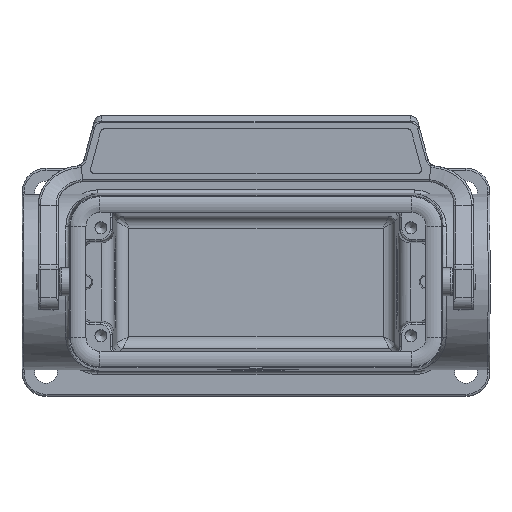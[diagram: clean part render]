
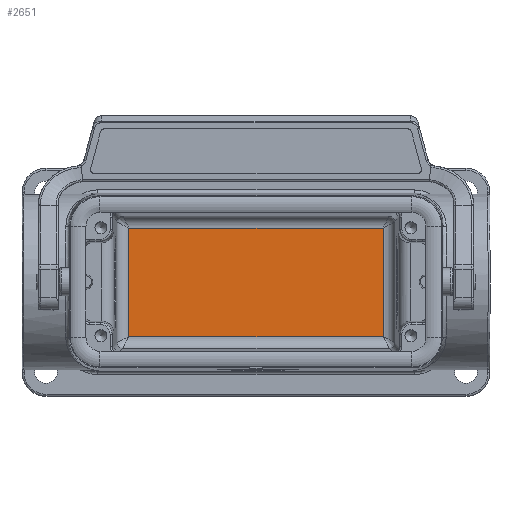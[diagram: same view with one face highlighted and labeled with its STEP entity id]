
A CAD part, top view. The second image highlights one B-rep face of the part: STEP entity #2651.
In plain terms, the highlighted planar face has unit normal (0, 0, 1).
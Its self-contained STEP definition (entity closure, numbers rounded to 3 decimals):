
#2175=FACE_OUTER_BOUND('',#3579,.T.);
#2651=ADVANCED_FACE('',(#2175),#3181,.F.);
#3181=PLANE('',#15281);
#3579=EDGE_LOOP('',(#4476,#4477,#4478,#4479));
#4476=ORIENTED_EDGE('',*,*,#7994,.T.);
#4477=ORIENTED_EDGE('',*,*,#7995,.T.);
#4478=ORIENTED_EDGE('',*,*,#7996,.T.);
#4479=ORIENTED_EDGE('',*,*,#7997,.T.);
#7084=VERTEX_POINT('',#21736);
#7085=VERTEX_POINT('',#21737);
#7086=VERTEX_POINT('',#21739);
#7087=VERTEX_POINT('',#21741);
#7994=EDGE_CURVE('',#7084,#7085,#12040,.T.);
#7995=EDGE_CURVE('',#7085,#7086,#12041,.T.);
#7996=EDGE_CURVE('',#7086,#7087,#12042,.T.);
#7997=EDGE_CURVE('',#7087,#7084,#12043,.T.);
#12040=LINE('',#21735,#12990);
#12041=LINE('',#21738,#12991);
#12042=LINE('',#21740,#12992);
#12043=LINE('',#21742,#12993);
#12990=VECTOR('',#16740,1.);
#12991=VECTOR('',#16741,1.);
#12992=VECTOR('',#16742,1.);
#12993=VECTOR('',#16743,1.);
#15281=AXIS2_PLACEMENT_3D('',#21743,#16744,#16745);
#16740=DIRECTION('',(1.,0.,0.));
#16741=DIRECTION('',(0.,1.,0.));
#16742=DIRECTION('',(-1.,0.,0.));
#16743=DIRECTION('',(0.,-1.,0.));
#16744=DIRECTION('',(0.,0.,-1.));
#16745=DIRECTION('',(-1.,0.,0.));
#21735=CARTESIAN_POINT('',(34.75,-13.567,-65.25));
#21736=CARTESIAN_POINT('',(-31.804,-13.567,-65.25));
#21737=CARTESIAN_POINT('',(31.804,-13.567,-65.25));
#21738=CARTESIAN_POINT('',(31.804,15.,-65.25));
#21739=CARTESIAN_POINT('',(31.804,13.567,-65.25));
#21740=CARTESIAN_POINT('',(34.75,13.567,-65.25));
#21741=CARTESIAN_POINT('',(-31.804,13.567,-65.25));
#21742=CARTESIAN_POINT('',(-31.804,-15.,-65.25));
#21743=CARTESIAN_POINT('',(34.75,-17.75,-65.25));
